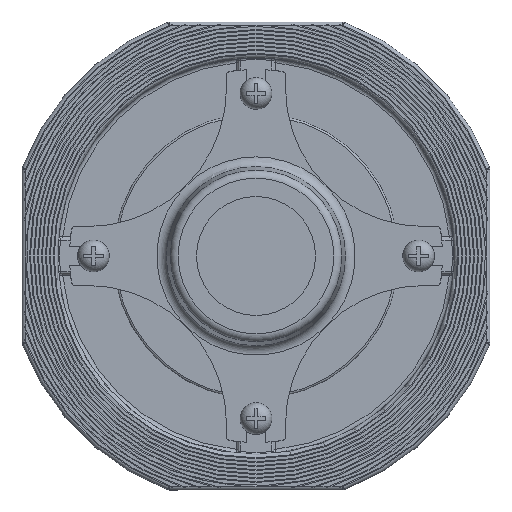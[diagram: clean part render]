
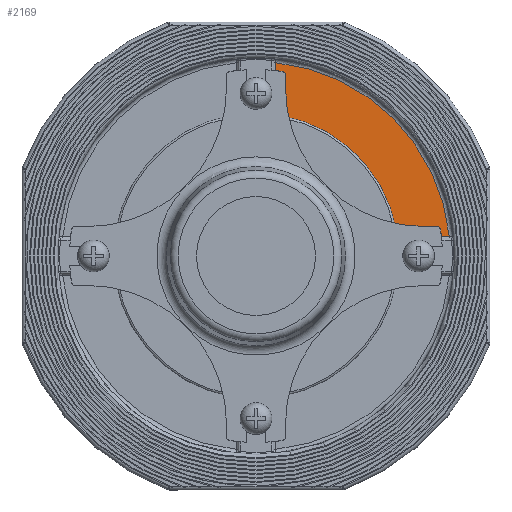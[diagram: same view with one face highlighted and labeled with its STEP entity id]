
A CAD part, left-side view. The second image highlights one B-rep face of the part: STEP entity #2169.
In plain terms, the highlighted planar face has unit normal (-1, 0, 0).
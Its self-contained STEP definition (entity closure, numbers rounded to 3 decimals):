
#85 = ORIENTED_EDGE ( 'NONE', *, *, #18301, .T. ) ;
#108 = ORIENTED_EDGE ( 'NONE', *, *, #8244, .T. ) ;
#112 = ORIENTED_EDGE ( 'NONE', *, *, #18264, .F. ) ;
#2169 = ADVANCED_FACE ( 'NONE', ( #23093 ), #30607, .F. ) ;
#4365 = EDGE_LOOP ( 'NONE', ( #108, #85, #18638, #45106, #45188, #112 ) ) ;
#8244 = EDGE_CURVE ( 'NONE', #38791, #38960, #50474, .T. ) ;
#8395 = EDGE_CURVE ( 'NONE', #38847, #38952, #22952, .T. ) ;
#11127 = VECTOR ( 'NONE', #39828, 1000. ) ;
#11128 = LINE ( 'NONE', #39826, #11127 ) ;
#17117 = CARTESIAN_POINT ( 'NONE',  ( -6., 0., 36. ) ) ;
#18064 = EDGE_CURVE ( 'NONE', #38952, #38983, #11128, .T. ) ;
#18263 = EDGE_CURVE ( 'NONE', #38983, #38993, #28773, .T. ) ;
#18264 = EDGE_CURVE ( 'NONE', #38791, #38993, #28766, .T. ) ;
#18301 = EDGE_CURVE ( 'NONE', #38960, #38847, #23958, .T. ) ;
#18638 = ORIENTED_EDGE ( 'NONE', *, *, #8395, .T. ) ;
#19592 = AXIS2_PLACEMENT_3D ( 'NONE', #45752, #45896, #45735 ) ;
#22952 = CIRCLE ( 'NONE', #19592, 49. ) ;
#23093 = FACE_OUTER_BOUND ( 'NONE', #4365, .T. ) ;
#23956 = VECTOR ( 'NONE', #50903, 1000. ) ;
#23958 = LINE ( 'NONE', #50932, #23956 ) ;
#27065 = AXIS2_PLACEMENT_3D ( 'NONE', #40839, #40841, #40844 ) ;
#27066 = AXIS2_PLACEMENT_3D ( 'NONE', #40851, #40854, #40857 ) ;
#28766 = CIRCLE ( 'NONE', #27066, 36. ) ;
#28773 = CIRCLE ( 'NONE', #27065, 5. ) ;
#30073 = CARTESIAN_POINT ( 'NONE',  ( -6., -5., 41. ) ) ;
#30233 = CARTESIAN_POINT ( 'NONE',  ( -6., -41., 5. ) ) ;
#30607 = PLANE ( 'NONE',  #49208 ) ;
#30609 = CARTESIAN_POINT ( 'NONE',  ( -6., 50., 0. ) ) ;
#30611 = DIRECTION ( 'NONE',  ( 1., 0., 0. ) ) ;
#30613 = DIRECTION ( 'NONE',  ( 0., 0., -1. ) ) ;
#30844 = CARTESIAN_POINT ( 'NONE',  ( -6., -5., 48.744 ) ) ;
#38791 = VERTEX_POINT ( 'NONE', #48986 ) ;
#38847 = VERTEX_POINT ( 'NONE', #48398 ) ;
#38952 = VERTEX_POINT ( 'NONE', #30844 ) ;
#38960 = VERTEX_POINT ( 'NONE', #30233 ) ;
#38983 = VERTEX_POINT ( 'NONE', #30073 ) ;
#38993 = VERTEX_POINT ( 'NONE', #17117 ) ;
#39826 = CARTESIAN_POINT ( 'NONE',  ( -6., -5., 41. ) ) ;
#39828 = DIRECTION ( 'NONE',  ( 0., 0., -1. ) ) ;
#40839 = CARTESIAN_POINT ( 'NONE',  ( -6., 0., 41. ) ) ;
#40841 = DIRECTION ( 'NONE',  ( 1., 0., 0. ) ) ;
#40844 = DIRECTION ( 'NONE',  ( 0., 0., -1. ) ) ;
#40851 = CARTESIAN_POINT ( 'NONE',  ( -6., 0., 0. ) ) ;
#40854 = DIRECTION ( 'NONE',  ( -1., 0., 0. ) ) ;
#40857 = DIRECTION ( 'NONE',  ( 0., 0., 1. ) ) ;
#45106 = ORIENTED_EDGE ( 'NONE', *, *, #18064, .T. ) ;
#45188 = ORIENTED_EDGE ( 'NONE', *, *, #18263, .T. ) ;
#45730 = AXIS2_PLACEMENT_3D ( 'NONE', #45955, #45849, #46007 ) ;
#45735 = DIRECTION ( 'NONE',  ( 0., 0., -1. ) ) ;
#45752 = CARTESIAN_POINT ( 'NONE',  ( -6., 0., 0. ) ) ;
#45849 = DIRECTION ( 'NONE',  ( 1., 0., 0. ) ) ;
#45896 = DIRECTION ( 'NONE',  ( -1., 0., 0. ) ) ;
#45955 = CARTESIAN_POINT ( 'NONE',  ( -6., -41., 0. ) ) ;
#46007 = DIRECTION ( 'NONE',  ( 0., 0., -1. ) ) ;
#48398 = CARTESIAN_POINT ( 'NONE',  ( -6., -48.744, 5. ) ) ;
#48986 = CARTESIAN_POINT ( 'NONE',  ( -6., -36., 0. ) ) ;
#49208 = AXIS2_PLACEMENT_3D ( 'NONE', #30609, #30611, #30613 ) ;
#50474 = CIRCLE ( 'NONE', #45730, 5. ) ;
#50903 = DIRECTION ( 'NONE',  ( 0., -1., 0. ) ) ;
#50932 = CARTESIAN_POINT ( 'NONE',  ( -6., -48.793, 5. ) ) ;
